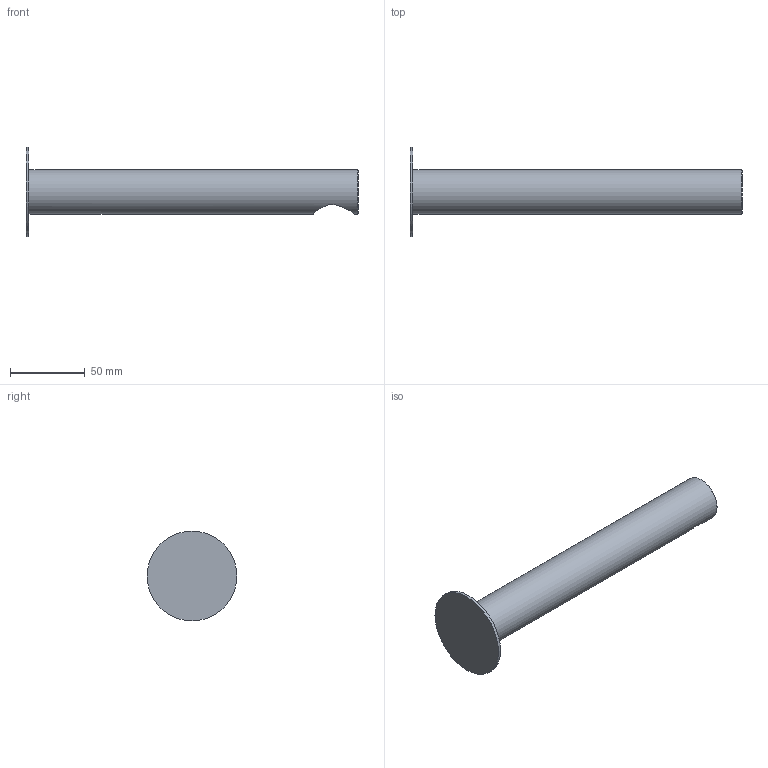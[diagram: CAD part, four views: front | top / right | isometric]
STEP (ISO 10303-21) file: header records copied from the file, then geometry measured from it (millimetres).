
FILE_DESCRIPTION(/* description */ (''),/* implementation_level */ '2;1');
FILE_NAME(/* name */ '3D_TVT106505153_Dawn Abdeckung am Auslauf fehlt.step',/* time_stamp */ '2023-02-22T17:22:40+01:00',/* author */ (''),/* organization */ (''),/* preprocessor_version */ 'ST-DEVELOPER v19.2',/* originating_system */ 'Autodesk Translation Framework v11.17.0.187',/* authorisation */ '');
FILE_SCHEMA (('AUTOMOTIVE_DESIGN { 1 0 10303 214 3 1 1 }'));
Length unit declared in the file: millimetre
Products named in the file (6): (Nicht gespeichert); 700216VEB0_ASM; 16002313_ASM; 12000729; 02000465_ASM; 02000457
Assembly tree (5 placements, depth 4):
  (Nicht gespeichert)
    700216VEB0_ASM
      16002313_ASM
        12000729
      02000465_ASM
        02000457
Bounding box: 222 x 60 x 60 mm (x, y, z)
Volume: 156475.9 mm3; surface area: 29953.5 mm2
Topology: 3 solids, 3 shells, 214 faces, 455 edges, 250 vertices
Faces by surface type: cylinder 70, plane 40, bspline 37, sphere 32, torus 32, cone 3
Full cylindrical faces by diameter (mm): 20.2 x1, 21.8 x1, 24 x1, 24.25 x1, 30 x1, 60 x1
Entity records: 9301 total; most frequent: CARTESIAN_POINT 4689, DIRECTION 1015, ORIENTED_EDGE 910, EDGE_CURVE 455, AXIS2_PLACEMENT_3D 439, VERTEX_POINT 250, CIRCLE 248, EDGE_LOOP 217
